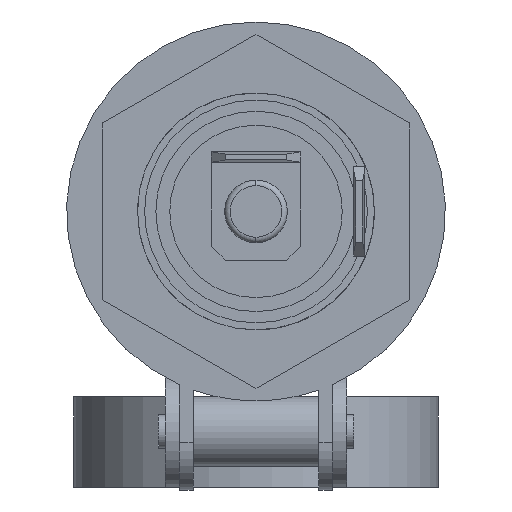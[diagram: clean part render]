
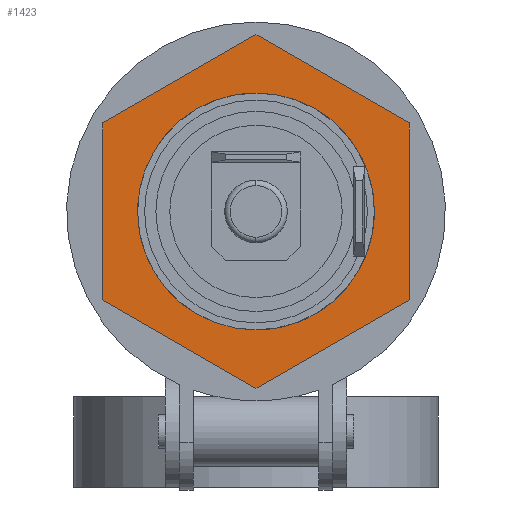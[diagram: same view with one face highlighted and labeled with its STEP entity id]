
A CAD part, front view. The second image highlights one B-rep face of the part: STEP entity #1423.
In plain terms, the highlighted planar face has unit normal (0, -1, 0).
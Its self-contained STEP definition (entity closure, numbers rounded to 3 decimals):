
#95 = CARTESIAN_POINT ( 'NONE',  ( 0., -3.5, -12.702 ) ) ;
#504 = CARTESIAN_POINT ( 'NONE',  ( 0., -3.5, 12.702 ) ) ;
#529 = DIRECTION ( 'NONE',  ( -0.866, 0., -0.5 ) ) ;
#597 = EDGE_CURVE ( 'NONE', #5521, #4113, #4962, .T. ) ;
#684 = CARTESIAN_POINT ( 'NONE',  ( 11., -3.5, -6.351 ) ) ;
#702 = ORIENTED_EDGE ( 'NONE', *, *, #2734, .T. ) ;
#774 = VECTOR ( 'NONE', #529, 1000. ) ;
#862 = FACE_OUTER_BOUND ( 'NONE', #4839, .T. ) ;
#1013 = EDGE_CURVE ( 'NONE', #3719, #6376, #4895, .T. ) ;
#1221 = CARTESIAN_POINT ( 'NONE',  ( 0., -3.5, 0. ) ) ;
#1234 = AXIS2_PLACEMENT_3D ( 'NONE', #1221, #5284, #4304 ) ;
#1298 = CARTESIAN_POINT ( 'NONE',  ( -11., -3.5, -6.351 ) ) ;
#1304 = LINE ( 'NONE', #1298, #3324 ) ;
#1423 = ADVANCED_FACE ( 'NONE', ( #862, #6065 ), #1698, .T. ) ;
#1571 = EDGE_LOOP ( 'NONE', ( #3478, #3304 ) ) ;
#1613 = DIRECTION ( 'NONE',  ( 0., 0., -1. ) ) ;
#1681 = LINE ( 'NONE', #95, #4281 ) ;
#1698 = PLANE ( 'NONE',  #1234 ) ;
#1855 = VERTEX_POINT ( 'NONE', #5322 ) ;
#1991 = ORIENTED_EDGE ( 'NONE', *, *, #1013, .T. ) ;
#2120 = CARTESIAN_POINT ( 'NONE',  ( 0., -3.5, 0. ) ) ;
#2168 = DIRECTION ( 'NONE',  ( 0.866, 0., 0.5 ) ) ;
#2268 = VERTEX_POINT ( 'NONE', #2459 ) ;
#2286 = DIRECTION ( 'NONE',  ( 0., -1., 0. ) ) ;
#2459 = CARTESIAN_POINT ( 'NONE',  ( 0., -3.5, 8.5 ) ) ;
#2566 = CARTESIAN_POINT ( 'NONE',  ( -11., -3.5, 6.351 ) ) ;
#2611 = DIRECTION ( 'NONE',  ( 0., 0., 1. ) ) ;
#2734 = EDGE_CURVE ( 'NONE', #5060, #1855, #1304, .T. ) ;
#2765 = CARTESIAN_POINT ( 'NONE',  ( 0., -3.5, 0. ) ) ;
#2824 = CARTESIAN_POINT ( 'NONE',  ( -11., -3.5, -6.351 ) ) ;
#2962 = CIRCLE ( 'NONE', #4746, 8.5 ) ;
#3024 = CARTESIAN_POINT ( 'NONE',  ( -11., -3.5, 6.351 ) ) ;
#3029 = EDGE_CURVE ( 'NONE', #4113, #5060, #3927, .T. ) ;
#3058 = VECTOR ( 'NONE', #2611, 1000. ) ;
#3084 = CARTESIAN_POINT ( 'NONE',  ( 11., -3.5, -6.351 ) ) ;
#3299 = DIRECTION ( 'NONE',  ( 0., 0., -1. ) ) ;
#3304 = ORIENTED_EDGE ( 'NONE', *, *, #4381, .F. ) ;
#3324 = VECTOR ( 'NONE', #3374, 1000. ) ;
#3366 = EDGE_CURVE ( 'NONE', #1855, #3719, #1681, .T. ) ;
#3374 = DIRECTION ( 'NONE',  ( 0.866, 0., -0.5 ) ) ;
#3460 = ORIENTED_EDGE ( 'NONE', *, *, #3029, .T. ) ;
#3462 = ORIENTED_EDGE ( 'NONE', *, *, #6144, .T. ) ;
#3478 = ORIENTED_EDGE ( 'NONE', *, *, #4960, .F. ) ;
#3719 = VERTEX_POINT ( 'NONE', #684 ) ;
#3736 = DIRECTION ( 'NONE',  ( 0., 0., -1. ) ) ;
#3785 = ORIENTED_EDGE ( 'NONE', *, *, #3366, .T. ) ;
#3927 = LINE ( 'NONE', #3024, #5881 ) ;
#4113 = VERTEX_POINT ( 'NONE', #2566 ) ;
#4165 = LINE ( 'NONE', #6295, #4542 ) ;
#4260 = DIRECTION ( 'NONE',  ( -0.866, 0., 0.5 ) ) ;
#4281 = VECTOR ( 'NONE', #2168, 1000. ) ;
#4304 = DIRECTION ( 'NONE',  ( 0., 0., -1. ) ) ;
#4381 = EDGE_CURVE ( 'NONE', #4536, #2268, #2962, .T. ) ;
#4536 = VERTEX_POINT ( 'NONE', #5375 ) ;
#4542 = VECTOR ( 'NONE', #4260, 1000. ) ;
#4691 = CARTESIAN_POINT ( 'NONE',  ( 0., -3.5, 12.702 ) ) ;
#4746 = AXIS2_PLACEMENT_3D ( 'NONE', #2765, #2286, #3299 ) ;
#4839 = EDGE_LOOP ( 'NONE', ( #3462, #6093, #3460, #702, #3785, #1991 ) ) ;
#4895 = LINE ( 'NONE', #3084, #3058 ) ;
#4960 = EDGE_CURVE ( 'NONE', #2268, #4536, #5495, .T. ) ;
#4962 = LINE ( 'NONE', #4691, #774 ) ;
#5060 = VERTEX_POINT ( 'NONE', #2824 ) ;
#5098 = AXIS2_PLACEMENT_3D ( 'NONE', #2120, #5692, #1613 ) ;
#5158 = CARTESIAN_POINT ( 'NONE',  ( 11., -3.5, 6.351 ) ) ;
#5284 = DIRECTION ( 'NONE',  ( 0., -1., 0. ) ) ;
#5322 = CARTESIAN_POINT ( 'NONE',  ( 0., -3.5, -12.702 ) ) ;
#5375 = CARTESIAN_POINT ( 'NONE',  ( 0., -3.5, -8.5 ) ) ;
#5495 = CIRCLE ( 'NONE', #5098, 8.5 ) ;
#5521 = VERTEX_POINT ( 'NONE', #504 ) ;
#5692 = DIRECTION ( 'NONE',  ( 0., -1., 0. ) ) ;
#5881 = VECTOR ( 'NONE', #3736, 1000. ) ;
#6065 = FACE_BOUND ( 'NONE', #1571, .T. ) ;
#6093 = ORIENTED_EDGE ( 'NONE', *, *, #597, .T. ) ;
#6144 = EDGE_CURVE ( 'NONE', #6376, #5521, #4165, .T. ) ;
#6295 = CARTESIAN_POINT ( 'NONE',  ( 11., -3.5, 6.351 ) ) ;
#6376 = VERTEX_POINT ( 'NONE', #5158 ) ;
